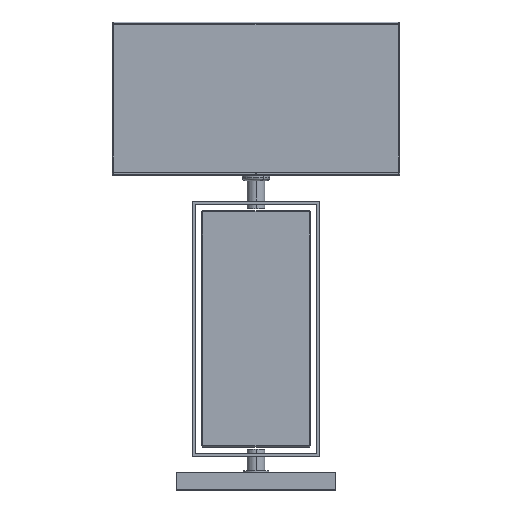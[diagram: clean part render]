
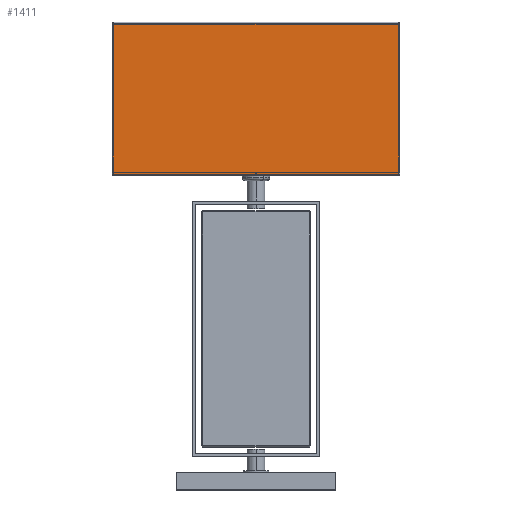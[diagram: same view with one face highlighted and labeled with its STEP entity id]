
A CAD part, top view. The second image highlights one B-rep face of the part: STEP entity #1411.
In plain terms, the highlighted planar face has unit normal (0, 0, 1).
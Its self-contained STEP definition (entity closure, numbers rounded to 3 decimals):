
#40 = VECTOR ( 'NONE', #2508, 1000. ) ;
#42 = CARTESIAN_POINT ( 'NONE',  ( 223., 494., 125. ) ) ;
#272 = FACE_OUTER_BOUND ( 'NONE', #1616, .T. ) ;
#285 = ORIENTED_EDGE ( 'NONE', *, *, #2700, .T. ) ;
#310 = LINE ( 'NONE', #5572, #40 ) ;
#330 = LINE ( 'NONE', #5187, #2711 ) ;
#337 = CARTESIAN_POINT ( 'NONE',  ( -225., 494., 125. ) ) ;
#364 = CARTESIAN_POINT ( 'NONE',  ( -225., 732., 125. ) ) ;
#710 = CARTESIAN_POINT ( 'NONE',  ( -223., 494., 125. ) ) ;
#740 = ORIENTED_EDGE ( 'NONE', *, *, #5580, .T. ) ;
#864 = CARTESIAN_POINT ( 'NONE',  ( -223., 730., 125. ) ) ;
#962 = DIRECTION ( 'NONE',  ( -1., 0., 0. ) ) ;
#1276 = EDGE_CURVE ( 'NONE', #1991, #1413, #310, .T. ) ;
#1318 = VECTOR ( 'NONE', #962, 1000. ) ;
#1411 = ADVANCED_FACE ( 'NONE', ( #272 ), #3000, .F. ) ;
#1413 = VERTEX_POINT ( 'NONE', #2873 ) ;
#1520 = VERTEX_POINT ( 'NONE', #710 ) ;
#1614 = ORIENTED_EDGE ( 'NONE', *, *, #1276, .T. ) ;
#1616 = EDGE_LOOP ( 'NONE', ( #285, #1704, #740, #1614 ) ) ;
#1704 = ORIENTED_EDGE ( 'NONE', *, *, #4419, .T. ) ;
#1784 = CARTESIAN_POINT ( 'NONE',  ( -225., 730., 125. ) ) ;
#1991 = VERTEX_POINT ( 'NONE', #42 ) ;
#2067 = DIRECTION ( 'NONE',  ( 0., 0., -1. ) ) ;
#2070 = DIRECTION ( 'NONE',  ( 1., 0., 0. ) ) ;
#2122 = LINE ( 'NONE', #337, #4548 ) ;
#2150 = DIRECTION ( 'NONE',  ( 0., -1., 0. ) ) ;
#2508 = DIRECTION ( 'NONE',  ( 0., 1., 0. ) ) ;
#2559 = DIRECTION ( 'NONE',  ( -1., 0., 0. ) ) ;
#2700 = EDGE_CURVE ( 'NONE', #1413, #3923, #3138, .T. ) ;
#2711 = VECTOR ( 'NONE', #2150, 1000. ) ;
#2873 = CARTESIAN_POINT ( 'NONE',  ( 223., 730., 125. ) ) ;
#3000 = PLANE ( 'NONE',  #3052 ) ;
#3052 = AXIS2_PLACEMENT_3D ( 'NONE', #364, #2067, #2559 ) ;
#3138 = LINE ( 'NONE', #1784, #1318 ) ;
#3923 = VERTEX_POINT ( 'NONE', #864 ) ;
#4419 = EDGE_CURVE ( 'NONE', #3923, #1520, #330, .T. ) ;
#4548 = VECTOR ( 'NONE', #2070, 1000. ) ;
#5187 = CARTESIAN_POINT ( 'NONE',  ( -223., 732., 125. ) ) ;
#5572 = CARTESIAN_POINT ( 'NONE',  ( 223., 732., 125. ) ) ;
#5580 = EDGE_CURVE ( 'NONE', #1520, #1991, #2122, .T. ) ;
